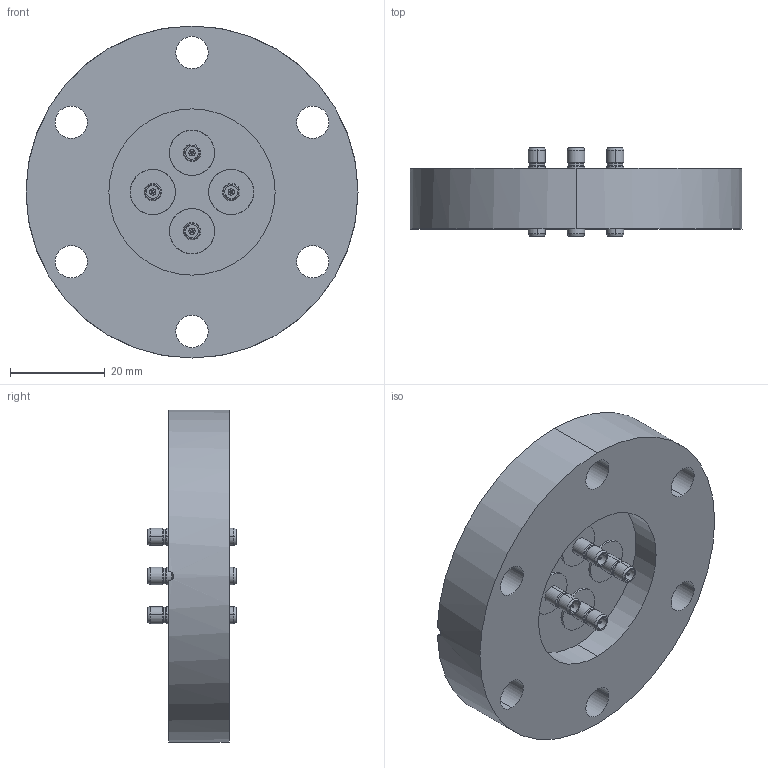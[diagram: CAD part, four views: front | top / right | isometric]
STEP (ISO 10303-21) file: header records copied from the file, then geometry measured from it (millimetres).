
FILE_DESCRIPTION (( 'STEP AP214' ), '1' );
FILE_NAME ('242-SMBD-C40-4.STEP', '2021-12-17T10:01:39', ( '' ), ( '' ), 'SwSTEP 2.0', 'SolidWorks 2017', '' );
FILE_SCHEMA (( 'AUTOMOTIVE_DESIGN' ));
Length unit declared in the file: millimetre
Products named in the file (7): 9242-SMB-HOUSING-A_242-SMB-HOUSING-A; 9242-SMB-C40-4_DN40 CF; 9242-SMB-FLANSCH; 242-SMBD50_242-SMBD50; 9242-SMB-TUBE; 242-SMBD-C40-4; 9242-PIN-0.45-17.8
Assembly tree (9 placements, depth 3):
  242-SMBD-C40-4
    9242-SMB-C40-4_DN40 CF
    242-SMBD50_242-SMBD50  x4
      9242-SMB-HOUSING-A_242-SMB-HOUSING-A
      9242-PIN-0.45-17.8
      9242-SMB-FLANSCH
      9242-SMB-TUBE
Bounding box: 69.9 x 18.6 x 69.9 mm (x, y, z)
Volume: 38249.2 mm3; surface area: 15917.2 mm2
Topology: 17 solids, 17 shells, 325 faces, 666 edges, 408 vertices
Faces by surface type: cylinder 180, plane 69, cone 52, torus 24
Entity records: 3444 total; most frequent: DIRECTION 632, CARTESIAN_POINT 574, ORIENTED_EDGE 480, AXIS2_PLACEMENT_3D 274, EDGE_CURVE 240, CIRCLE 152, VERTEX_POINT 150, EDGE_LOOP 144
